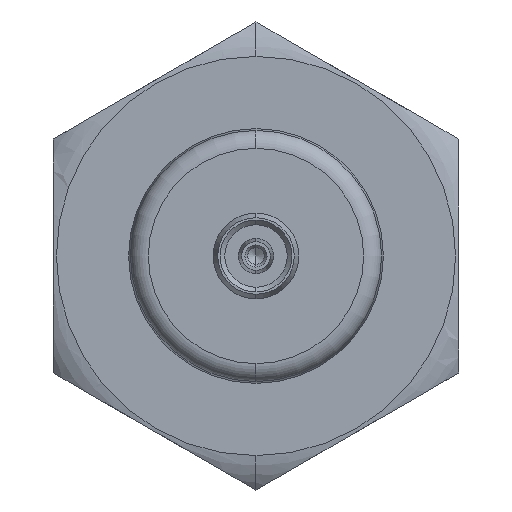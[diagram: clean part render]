
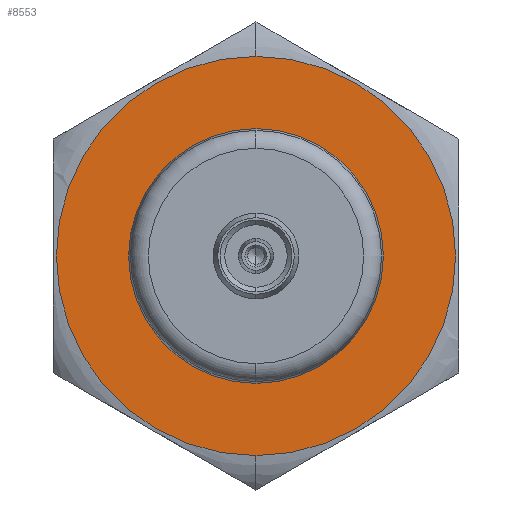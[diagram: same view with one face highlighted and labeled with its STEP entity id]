
A CAD part, left-side view. The second image highlights one B-rep face of the part: STEP entity #8553.
In plain terms, the highlighted planar face has unit normal (-1, 0, 0).
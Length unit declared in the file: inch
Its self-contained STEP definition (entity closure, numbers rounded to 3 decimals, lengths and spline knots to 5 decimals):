
#397 = CIRCLE ( 'NONE', #1514, 0.21654 ) ;
#1085 = DIRECTION ( 'NONE',  ( -1., 0., 0. ) ) ;
#1091 = CARTESIAN_POINT ( 'NONE',  ( -0.70079, 0., 0. ) ) ;
#1101 = DIRECTION ( 'NONE',  ( 0., 0., 1. ) ) ;
#1416 = AXIS2_PLACEMENT_3D ( 'NONE', #2071, #2019, #2017 ) ;
#1421 = AXIS2_PLACEMENT_3D ( 'NONE', #2061, #2020, #2062 ) ;
#1443 = AXIS2_PLACEMENT_3D ( 'NONE', #1091, #1085, #1101 ) ;
#1514 = AXIS2_PLACEMENT_3D ( 'NONE', #7511, #7350, #7353 ) ;
#2017 = DIRECTION ( 'NONE',  ( 0., 0., 1. ) ) ;
#2019 = DIRECTION ( 'NONE',  ( -1., 0., 0. ) ) ;
#2020 = DIRECTION ( 'NONE',  ( -1., 0., 0. ) ) ;
#2061 = CARTESIAN_POINT ( 'NONE',  ( -0.70079, 0., 0. ) ) ;
#2062 = DIRECTION ( 'NONE',  ( 0., 0., 1. ) ) ;
#2071 = CARTESIAN_POINT ( 'NONE',  ( -0.70079, 0., 0. ) ) ;
#2514 = CIRCLE ( 'NONE', #1443, 0.33935 ) ;
#2869 = CIRCLE ( 'NONE', #1416, 0.33935 ) ;
#2887 = CIRCLE ( 'NONE', #1421, 0.21654 ) ;
#3376 = VERTEX_POINT ( 'NONE', #6062 ) ;
#3400 = VERTEX_POINT ( 'NONE', #6070 ) ;
#4102 = ORIENTED_EDGE ( 'NONE', *, *, #8799, .F. ) ;
#4103 = ORIENTED_EDGE ( 'NONE', *, *, #6566, .F. ) ;
#4104 = ORIENTED_EDGE ( 'NONE', *, *, #8786, .T. ) ;
#4105 = ORIENTED_EDGE ( 'NONE', *, *, #8821, .T. ) ;
#4124 = EDGE_LOOP ( 'NONE', ( #4104, #4105 ) ) ;
#4253 = EDGE_LOOP ( 'NONE', ( #4102, #4103 ) ) ;
#4866 = AXIS2_PLACEMENT_3D ( 'NONE', #10243, #10248, #10251 ) ;
#5879 = FACE_BOUND ( 'NONE', #4253, .T. ) ;
#5880 = FACE_OUTER_BOUND ( 'NONE', #4124, .T. ) ;
#6062 = CARTESIAN_POINT ( 'NONE',  ( -0.70079, 0., -0.21654 ) ) ;
#6070 = CARTESIAN_POINT ( 'NONE',  ( -0.70079, 0., 0.21654 ) ) ;
#6566 = EDGE_CURVE ( 'NONE', #3400, #3376, #397, .T. ) ;
#7350 = DIRECTION ( 'NONE',  ( -1., 0., 0. ) ) ;
#7353 = DIRECTION ( 'NONE',  ( 0., 0., 1. ) ) ;
#7511 = CARTESIAN_POINT ( 'NONE',  ( -0.70079, 0., 0. ) ) ;
#8553 = ADVANCED_FACE ( 'NONE', ( #5879, #5880 ), #10301, .T. ) ;
#8786 = EDGE_CURVE ( 'NONE', #9629, #9867, #2869, .T. ) ;
#8799 = EDGE_CURVE ( 'NONE', #3376, #3400, #2887, .T. ) ;
#8821 = EDGE_CURVE ( 'NONE', #9867, #9629, #2514, .T. ) ;
#9089 = CARTESIAN_POINT ( 'NONE',  ( -0.70079, 0., -0.33935 ) ) ;
#9121 = CARTESIAN_POINT ( 'NONE',  ( -0.70079, 0., 0.33935 ) ) ;
#9629 = VERTEX_POINT ( 'NONE', #9121 ) ;
#9867 = VERTEX_POINT ( 'NONE', #9089 ) ;
#10243 = CARTESIAN_POINT ( 'NONE',  ( -0.70079, 0., 0. ) ) ;
#10248 = DIRECTION ( 'NONE',  ( -1., 0., 0. ) ) ;
#10251 = DIRECTION ( 'NONE',  ( 0., 0., 1. ) ) ;
#10301 = PLANE ( 'NONE',  #4866 ) ;
